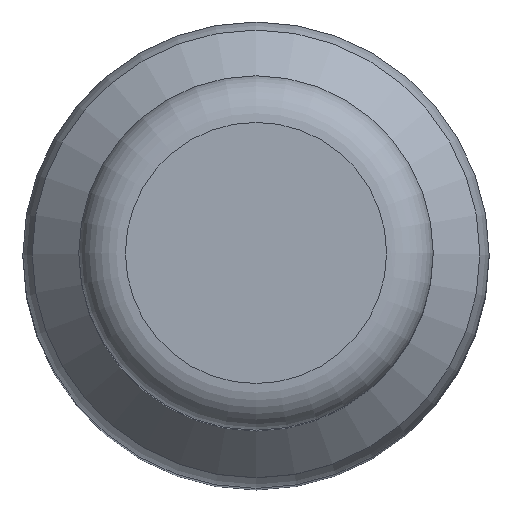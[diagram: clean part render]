
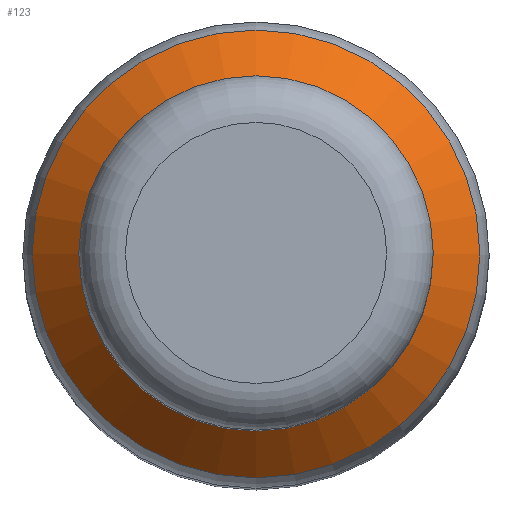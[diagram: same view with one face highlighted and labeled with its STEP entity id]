
A CAD part, top view. The second image highlights one B-rep face of the part: STEP entity #123.
In plain terms, the highlighted conical face has half-angle 45 degrees and reference radius 1.4 mm.
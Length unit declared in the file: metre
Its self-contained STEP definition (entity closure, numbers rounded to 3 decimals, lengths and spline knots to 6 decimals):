
#12=CONICAL_SURFACE('',#157,0.0014,0.785);
#37=ORIENTED_EDGE('',*,*,#45,.F.);
#38=ORIENTED_EDGE('',*,*,#48,.F.);
#45=EDGE_CURVE('',#55,#55,#65,.F.);
#48=EDGE_CURVE('',#58,#58,#68,.F.);
#55=VERTEX_POINT('',#223);
#58=VERTEX_POINT('',#232);
#65=CIRCLE('',#150,0.0024);
#68=CIRCLE('',#156,0.0019);
#87=EDGE_LOOP('',(#37));
#88=EDGE_LOOP('',(#38));
#107=FACE_BOUND('',#87,.T.);
#108=FACE_BOUND('',#88,.T.);
#123=ADVANCED_FACE('',(#107,#108),#12,.T.);
#150=AXIS2_PLACEMENT_3D('',#222,#186,#187);
#156=AXIS2_PLACEMENT_3D('',#231,#198,#199);
#157=AXIS2_PLACEMENT_3D('',#233,#200,#201);
#186=DIRECTION('',(0.,0.,1.));
#187=DIRECTION('',(1.,0.,0.));
#198=DIRECTION('',(0.,0.,-1.));
#199=DIRECTION('',(-1.,0.,0.));
#200=DIRECTION('',(0.,0.,-1.));
#201=DIRECTION('',(-1.,0.,0.));
#222=CARTESIAN_POINT('',(0.,0.,0.00185));
#223=CARTESIAN_POINT('',(0.0024,0.,0.00185));
#231=CARTESIAN_POINT('',(0.,0.,0.00235));
#232=CARTESIAN_POINT('',(-0.0019,0.,0.00235));
#233=CARTESIAN_POINT('',(0.,0.,0.00285));
